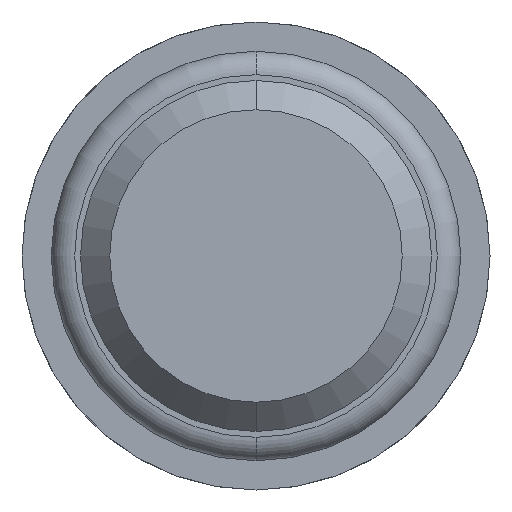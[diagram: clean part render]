
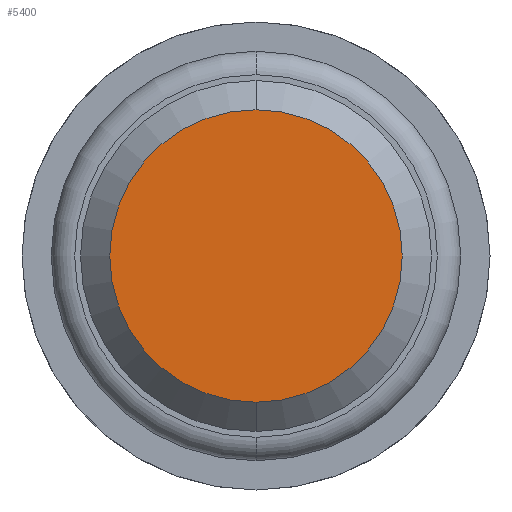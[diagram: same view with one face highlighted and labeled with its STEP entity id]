
A CAD part, front view. The second image highlights one B-rep face of the part: STEP entity #5400.
In plain terms, the highlighted planar face has unit normal (0, -1, 0).
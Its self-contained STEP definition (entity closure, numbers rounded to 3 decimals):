
#33 = DIRECTION ( 'NONE',  ( 0., -1., 0. ) ) ;
#412 = CARTESIAN_POINT ( 'NONE',  ( 0., -34.6, 0. ) ) ;
#500 = FACE_OUTER_BOUND ( 'NONE', #1036, .T. ) ;
#614 = EDGE_CURVE ( 'Defeature ausgef�hrt3_4+Defeature ausgef�hrt3_3+Defeature ausgef�hrt3_3+Defeature ausgef�hrt3_3', #2005, #3709, #4131, .T. ) ;
#1036 = EDGE_LOOP ( 'NONE', ( #2101, #4869 ) ) ;
#1861 = AXIS2_PLACEMENT_3D ( 'NONE', #412, #2614, #5709 ) ;
#2005 = VERTEX_POINT ( 'NONE', #4257 ) ;
#2101 = ORIENTED_EDGE ( 'NONE', *, *, #614, .T. ) ;
#2522 = DIRECTION ( 'NONE',  ( 0., 0., 1. ) ) ;
#2614 = DIRECTION ( 'NONE',  ( 0., -1., 0. ) ) ;
#2796 = AXIS2_PLACEMENT_3D ( 'NONE', #3432, #4717, #2522 ) ;
#3109 = DIRECTION ( 'NONE',  ( 0., 0., 1. ) ) ;
#3401 = PLANE ( 'NONE',  #2796 ) ;
#3432 = CARTESIAN_POINT ( 'NONE',  ( 0., -34.6, 0. ) ) ;
#3596 = CARTESIAN_POINT ( 'NONE',  ( 0., -34.6, -1.25 ) ) ;
#3709 = VERTEX_POINT ( 'NONE', #3596 ) ;
#3947 = AXIS2_PLACEMENT_3D ( 'NONE', #4427, #33, #3109 ) ;
#4071 = EDGE_CURVE ( 'Defeature ausgef�hrt3_4+Defeature ausgef�hrt3_3+Defeature ausgef�hrt3_3+Defeature ausgef�hrt3_3', #3709, #2005, #5613, .T. ) ;
#4131 = CIRCLE ( 'NONE', #3947, 1.25 ) ;
#4257 = CARTESIAN_POINT ( 'NONE',  ( 0., -34.6, 1.25 ) ) ;
#4427 = CARTESIAN_POINT ( 'NONE',  ( 0., -34.6, 0. ) ) ;
#4717 = DIRECTION ( 'NONE',  ( 0., 1., 0. ) ) ;
#4869 = ORIENTED_EDGE ( 'NONE', *, *, #4071, .T. ) ;
#5400 = ADVANCED_FACE ( 'Defeature ausgef�hrt3_4', ( #500 ), #3401, .F. ) ;
#5613 = CIRCLE ( 'NONE', #1861, 1.25 ) ;
#5709 = DIRECTION ( 'NONE',  ( 0., 0., 1. ) ) ;
